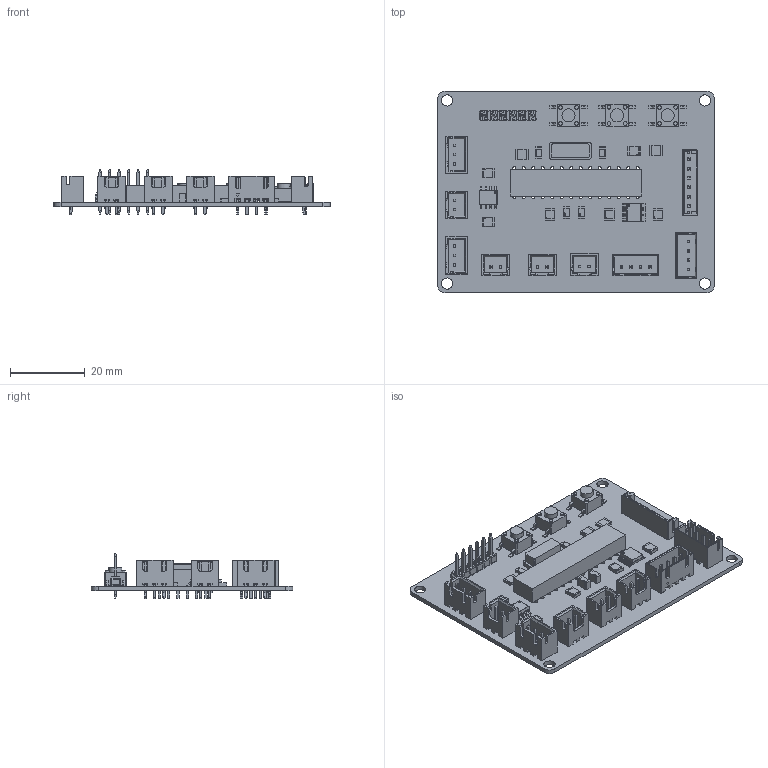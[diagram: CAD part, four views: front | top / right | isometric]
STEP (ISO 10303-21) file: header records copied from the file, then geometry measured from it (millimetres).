
FILE_DESCRIPTION(('Open CASCADE Model'),'2;1');
FILE_NAME('Open CASCADE Shape Model','2024-04-27T19:35:24',('Author'),( 'Open CASCADE'),'Open CASCADE STEP processor 7.5','Open CASCADE 7.5' ,'Unknown');
FILE_SCHEMA(('AUTOMOTIVE_DESIGN { 1 0 10303 214 1 1 1 1 }'));
Length unit declared in the file: millimetre
Products named in the file (81): PCB; Board; Open CASCADE STEP translator 7.5 2.1.1; SW3; c-4-1437565-2-s-3d; SW2; Y1; 6429825968; Extruded; 6429825888; R2; 6384750928; 6384751168; R1; J7; Conn_JST_B4B-XH-A_LF_SN_eec; 1; 2; Pin1_Triangle; JST; J9; J4; Conn_Molex_22-28-4060_eec; 022284060; Molex Logo; J5; 6240041056; BxB-XH-A_02; J10; 6238798096; J6; J8; J2; 6240042256; J3; IC1; 6238800576; Body; PinsArrayLR; C7 ...
Assembly tree (97 placements, depth 5):
  PCB
    Board
      Open CASCADE STEP translator 7.5 2.1.1
    SW3
      c-4-1437565-2-s-3d
    SW2
      c-4-1437565-2-s-3d
    Y1
      6429825968
        Extruded
      6429825888
        Extruded
    R2
      6384750928
        Extruded
      6384751168  x2
        Extruded
    R1
      6384750928
        Extruded
      6384751168  x2
        Extruded
    J7
      Conn_JST_B4B-XH-A_LF_SN_eec
        1
        2
        Pin1_Triangle
        JST
    J9
      Conn_JST_B4B-XH-A_LF_SN_eec
        1
        2
        Pin1_Triangle
        JST
    J4
      Conn_Molex_22-28-4060_eec
        1
          1
          022284060
        Molex Logo
    J5
      6240041056
        BxB-XH-A_02
    J10
      6238798096
        BxB-XH-A_02
    J6
      6238798096
        BxB-XH-A_02
    J8
      6238798096
        BxB-XH-A_02
    J2
      6240042256
    J3
      6240042256
    IC1
      6238800576
        Body
        PinsArrayLR
Bounding box: 74 x 54 x 12.28 mm (x, y, z)
Volume: 8021.6 mm3; surface area: 15999.9 mm2
Topology: 202 solids, 202 shells, 4516 faces, 10708 edges, 6612 vertices
Faces by surface type: plane 2742, cylinder 1153, sphere 306, bspline 255, torus 60
Full cylindrical faces by diameter (mm): 0.487 x2, 0.7 x2, 0.9 x42, 1 x6, 1.02 x6, 1.05 x8, 3 x4
Entity records: 85170 total; most frequent: CARTESIAN_POINT 15808, ORIENTED_EDGE 12938, DIRECTION 12620, EDGE_CURVE 6469, LINE 4740, VECTOR 4740, VERTEX_POINT 4015, AXIS2_PLACEMENT_3D 3940
